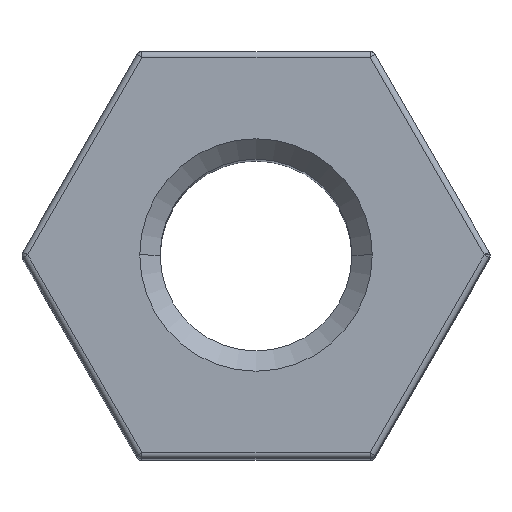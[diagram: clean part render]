
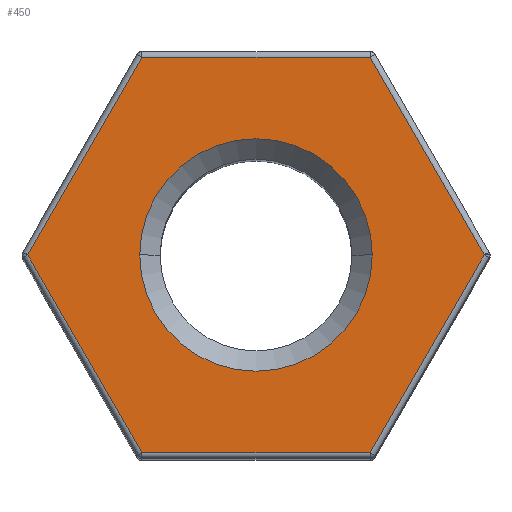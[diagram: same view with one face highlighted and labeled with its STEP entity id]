
A CAD part, top view. The second image highlights one B-rep face of the part: STEP entity #450.
In plain terms, the highlighted planar face has unit normal (0, 0, 1).
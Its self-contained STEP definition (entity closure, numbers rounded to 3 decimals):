
#74 = VECTOR ( 'NONE', #1219, 1000. ) ;
#95 = ORIENTED_EDGE ( 'NONE', *, *, #969, .T. ) ;
#109 = VECTOR ( 'NONE', #259, 1000. ) ;
#114 = ORIENTED_EDGE ( 'NONE', *, *, #737, .T. ) ;
#124 = VERTEX_POINT ( 'NONE', #926 ) ;
#129 = LINE ( 'NONE', #535, #623 ) ;
#133 = FACE_BOUND ( 'NONE', #1216, .T. ) ;
#160 = CARTESIAN_POINT ( 'NONE',  ( -1.934, -3.45, 20. ) ) ;
#165 = AXIS2_PLACEMENT_3D ( 'NONE', #215, #230, #183 ) ;
#183 = DIRECTION ( 'NONE',  ( 1., 0., 0. ) ) ;
#186 = VERTEX_POINT ( 'NONE', #647 ) ;
#197 = PLANE ( 'NONE',  #165 ) ;
#206 = DIRECTION ( 'NONE',  ( 0., 0., -1. ) ) ;
#208 = VERTEX_POINT ( 'NONE', #593 ) ;
#215 = CARTESIAN_POINT ( 'NONE',  ( 4.041, 0., 20. ) ) ;
#230 = DIRECTION ( 'NONE',  ( 0., 0., 1. ) ) ;
#251 = VERTEX_POINT ( 'NONE', #806 ) ;
#257 = DIRECTION ( 'NONE',  ( -1., 0., 0. ) ) ;
#259 = DIRECTION ( 'NONE',  ( 0.5, -0.866, 0. ) ) ;
#341 = ORIENTED_EDGE ( 'NONE', *, *, #958, .T. ) ;
#351 = VECTOR ( 'NONE', #712, 1000. ) ;
#360 = CARTESIAN_POINT ( 'NONE',  ( 3.926, 0., 20. ) ) ;
#366 = VERTEX_POINT ( 'NONE', #370 ) ;
#370 = CARTESIAN_POINT ( 'NONE',  ( 2., 0., 20. ) ) ;
#377 = LINE ( 'NONE', #443, #74 ) ;
#381 = ORIENTED_EDGE ( 'NONE', *, *, #985, .T. ) ;
#443 = CARTESIAN_POINT ( 'NONE',  ( 3.955, 0.05, 20. ) ) ;
#448 = DIRECTION ( 'NONE',  ( 0., 0., -1. ) ) ;
#450 = ADVANCED_FACE ( 'NONE', ( #524, #133 ), #197, .T. ) ;
#524 = FACE_OUTER_BOUND ( 'NONE', #677, .T. ) ;
#535 = CARTESIAN_POINT ( 'NONE',  ( -3.955, -0.05, 20. ) ) ;
#590 = LINE ( 'NONE', #819, #351 ) ;
#593 = CARTESIAN_POINT ( 'NONE',  ( -1.963, -3.4, 20. ) ) ;
#596 = ORIENTED_EDGE ( 'NONE', *, *, #977, .T. ) ;
#623 = VECTOR ( 'NONE', #628, 1000. ) ;
#628 = DIRECTION ( 'NONE',  ( -0.5, -0.866, 0. ) ) ;
#630 = LINE ( 'NONE', #1218, #850 ) ;
#647 = CARTESIAN_POINT ( 'NONE',  ( -3.926, 0., 20. ) ) ;
#659 = CIRCLE ( 'NONE', #1121, 2. ) ;
#667 = VERTEX_POINT ( 'NONE', #854 ) ;
#677 = EDGE_LOOP ( 'NONE', ( #1088, #341, #837, #95, #1105, #596 ) ) ;
#712 = DIRECTION ( 'NONE',  ( -0.5, 0.866, 0. ) ) ;
#737 = EDGE_CURVE ( 'NONE', #366, #251, #659, .T. ) ;
#750 = CARTESIAN_POINT ( 'NONE',  ( 0., 0., 20. ) ) ;
#806 = CARTESIAN_POINT ( 'NONE',  ( -2., 0., 20. ) ) ;
#819 = CARTESIAN_POINT ( 'NONE',  ( 1.934, 3.45, 20. ) ) ;
#837 = ORIENTED_EDGE ( 'NONE', *, *, #960, .T. ) ;
#850 = VECTOR ( 'NONE', #1135, 1000. ) ;
#854 = CARTESIAN_POINT ( 'NONE',  ( 1.963, -3.4, 20. ) ) ;
#861 = LINE ( 'NONE', #160, #109 ) ;
#874 = DIRECTION ( 'NONE',  ( 1., 0., 0. ) ) ;
#926 = CARTESIAN_POINT ( 'NONE',  ( -1.963, 3.4, 20. ) ) ;
#953 = EDGE_CURVE ( 'NONE', #1149, #124, #1167, .T. ) ;
#958 = EDGE_CURVE ( 'NONE', #124, #186, #129, .T. ) ;
#960 = EDGE_CURVE ( 'NONE', #186, #208, #861, .T. ) ;
#969 = EDGE_CURVE ( 'NONE', #208, #667, #630, .T. ) ;
#971 = EDGE_CURVE ( 'NONE', #667, #1017, #377, .T. ) ;
#977 = EDGE_CURVE ( 'NONE', #1017, #1149, #590, .T. ) ;
#984 = AXIS2_PLACEMENT_3D ( 'NONE', #1036, #448, #1141 ) ;
#985 = EDGE_CURVE ( 'NONE', #251, #366, #1102, .T. ) ;
#1017 = VERTEX_POINT ( 'NONE', #360 ) ;
#1026 = CARTESIAN_POINT ( 'NONE',  ( -2.021, 3.4, 20. ) ) ;
#1036 = CARTESIAN_POINT ( 'NONE',  ( 0., 0., 20. ) ) ;
#1076 = CARTESIAN_POINT ( 'NONE',  ( 1.963, 3.4, 20. ) ) ;
#1088 = ORIENTED_EDGE ( 'NONE', *, *, #953, .T. ) ;
#1102 = CIRCLE ( 'NONE', #984, 2. ) ;
#1105 = ORIENTED_EDGE ( 'NONE', *, *, #971, .T. ) ;
#1121 = AXIS2_PLACEMENT_3D ( 'NONE', #750, #206, #874 ) ;
#1135 = DIRECTION ( 'NONE',  ( 1., 0., 0. ) ) ;
#1141 = DIRECTION ( 'NONE',  ( 1., 0., 0. ) ) ;
#1143 = VECTOR ( 'NONE', #257, 1000. ) ;
#1149 = VERTEX_POINT ( 'NONE', #1076 ) ;
#1167 = LINE ( 'NONE', #1026, #1143 ) ;
#1216 = EDGE_LOOP ( 'NONE', ( #114, #381 ) ) ;
#1218 = CARTESIAN_POINT ( 'NONE',  ( 2.021, -3.4, 20. ) ) ;
#1219 = DIRECTION ( 'NONE',  ( 0.5, 0.866, 0. ) ) ;
